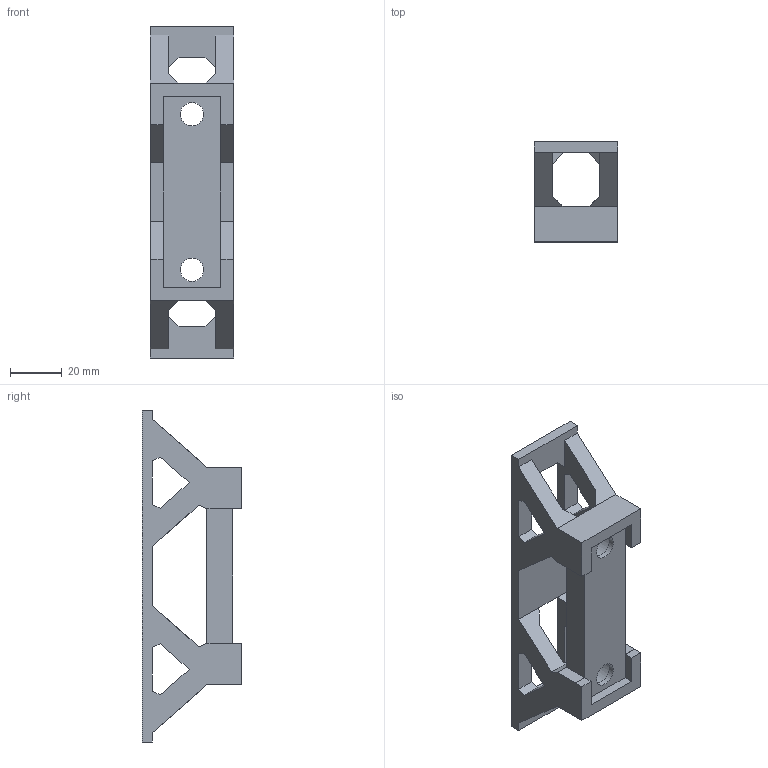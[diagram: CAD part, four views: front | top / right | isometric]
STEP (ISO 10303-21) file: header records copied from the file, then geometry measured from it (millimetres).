
FILE_DESCRIPTION(/* description */ (''),/* implementation_level */ '2;1');
FILE_NAME(/* name */ 'base 2.step',/* time_stamp */ '2025-03-10T09:16:16+01:00',/* author */ ('klawy'),/* organization */ (''),/* preprocessor_version */ 'ST-DEVELOPER v20',/* originating_system */ 'Autodesk Inventor 2025',/* authorisation */ '');
FILE_SCHEMA (('AUTOMOTIVE_DESIGN { 1 0 10303 214 3 1 1 }'));
Length unit declared in the file: millimetre
Products named in the file (1): base 2
Bounding box: 32.02 x 38.5 x 128.02 mm (x, y, z)
Volume: 45304.3 mm3; surface area: 20929.1 mm2
Topology: 1 solids, 1 shells, 92 faces, 279 edges, 178 vertices
Faces by surface type: plane 88, cylinder 4
Full cylindrical faces by diameter (mm): 9 x2, 15 x2
Entity records: 3144 total; most frequent: ORIENTED_EDGE 558, CARTESIAN_POINT 550, DIRECTION 485, EDGE_CURVE 279, LINE 259, VECTOR 259, VERTEX_POINT 178, AXIS2_PLACEMENT_3D 113
